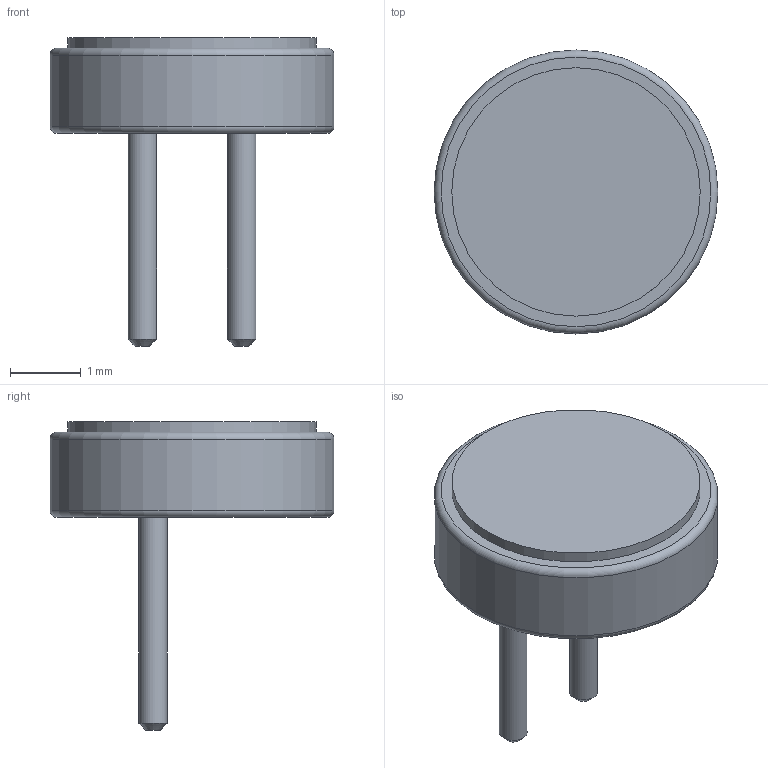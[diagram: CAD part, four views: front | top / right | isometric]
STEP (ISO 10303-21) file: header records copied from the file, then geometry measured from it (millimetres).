
FILE_DESCRIPTION(('FreeCAD Model'),'2;1');
FILE_NAME( 'MIC.step' ,'2019-12-16T13:02:11',('Author'),(''), 'Open CASCADE STEP processor 7.2','FreeCAD','Unknown');
FILE_SCHEMA(('AUTOMOTIVE_DESIGN { 1 0 10303 214 1 1 1 1 }'));
Length unit declared in the file: millimetre
Products named in the file (4): Fillet; Body001; Body002_(Mirror_#1); Body002
Bounding box: 4 x 4 x 4.35 mm (x, y, z)
Volume: 17.2 mm3; surface area: 67.9 mm2
Topology: 4 solids, 4 shells, 16 faces, 20 edges, 12 vertices
Faces by surface type: plane 8, cylinder 4, torus 2, cone 2
Full cylindrical faces by diameter (mm): 0.4 x2, 3.5 x1, 4 x1
Entity records: 665 total; most frequent: CARTESIAN_POINT 105, DIRECTION 102, ORIENTED_EDGE 40, PCURVE 40, DEFINITIONAL_REPRESENTATION 40, LINE 34, VECTOR 34, AXIS2_PLACEMENT_3D 31
